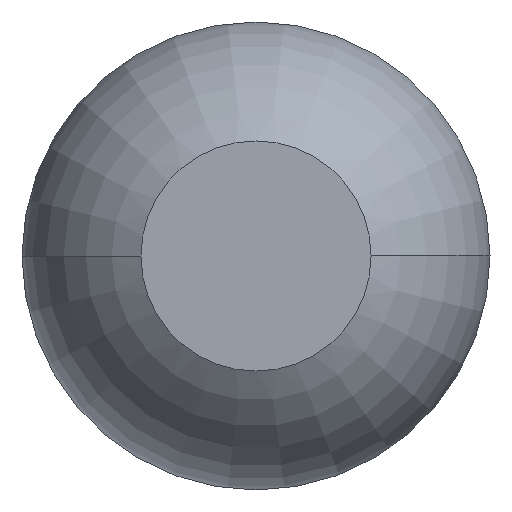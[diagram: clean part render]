
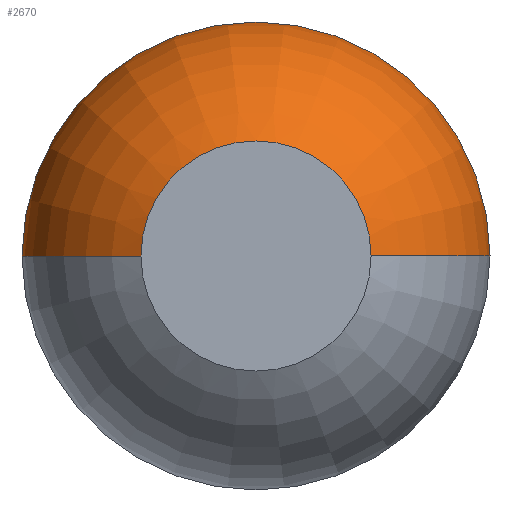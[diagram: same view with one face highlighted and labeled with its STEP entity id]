
A CAD part, front view. The second image highlights one B-rep face of the part: STEP entity #2670.
In plain terms, the highlighted toroidal (fillet/blend) face has major radius 0.005 mm and minor radius 0.3 mm.
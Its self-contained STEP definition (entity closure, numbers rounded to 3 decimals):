
#48 = CARTESIAN_POINT ( 'NONE',  ( 0., -28.737, 0. ) ) ;
#54 = VERTEX_POINT ( 'NONE', #436 ) ;
#66 = AXIS2_PLACEMENT_3D ( 'NONE', #1560, #517, #1571 ) ;
#111 = CIRCLE ( 'NONE', #66, 0.3 ) ;
#214 = CIRCLE ( 'NONE', #871, 0.3 ) ;
#246 = FACE_OUTER_BOUND ( 'NONE', #528, .T. ) ;
#354 = DIRECTION ( 'NONE',  ( 0., 0., -1. ) ) ;
#360 = AXIS2_PLACEMENT_3D ( 'NONE', #48, #1525, #1962 ) ;
#410 = CARTESIAN_POINT ( 'NONE',  ( 0.305, -28.737, 0. ) ) ;
#436 = CARTESIAN_POINT ( 'NONE',  ( 0.15, -29., 0. ) ) ;
#517 = DIRECTION ( 'NONE',  ( 0., 0., 1. ) ) ;
#528 = EDGE_LOOP ( 'NONE', ( #1605, #588, #1840, #1863 ) ) ;
#536 = VERTEX_POINT ( 'NONE', #410 ) ;
#566 = VERTEX_POINT ( 'NONE', #2544 ) ;
#588 = ORIENTED_EDGE ( 'NONE', *, *, #2254, .T. ) ;
#605 = TOROIDAL_SURFACE ( 'NONE', #360, 0.005, 0.3 ) ;
#630 = DIRECTION ( 'NONE',  ( -1., 0., 0. ) ) ;
#671 = EDGE_CURVE ( 'Defeature ausgef�hrt1_2+Defeature ausgef�hrt1_0+Defeature ausgef�hrt1_0+Defeature ausgef�hrt1_0', #768, #536, #2722, .T. ) ;
#768 = VERTEX_POINT ( 'NONE', #1983 ) ;
#871 = AXIS2_PLACEMENT_3D ( 'NONE', #993, #354, #2707 ) ;
#993 = CARTESIAN_POINT ( 'NONE',  ( -0.005, -28.737, 0. ) ) ;
#1004 = CARTESIAN_POINT ( 'NONE',  ( 0., -29., 0. ) ) ;
#1156 = AXIS2_PLACEMENT_3D ( 'NONE', #1004, #1440, #1634 ) ;
#1420 = EDGE_CURVE ( 'Defeature ausgef�hrt1_0+Defeature ausgef�hrt1_10+Defeature ausgef�hrt1_10+Defeature ausgef�hrt1_10', #566, #54, #1612, .T. ) ;
#1440 = DIRECTION ( 'NONE',  ( 0., 1., 0. ) ) ;
#1496 = EDGE_CURVE ( 'NONE', #566, #768, #214, .T. ) ;
#1525 = DIRECTION ( 'NONE',  ( 0., 1., 0. ) ) ;
#1560 = CARTESIAN_POINT ( 'NONE',  ( 0.005, -28.737, 0. ) ) ;
#1571 = DIRECTION ( 'NONE',  ( 1., 0., 0. ) ) ;
#1605 = ORIENTED_EDGE ( 'NONE', *, *, #1420, .T. ) ;
#1612 = CIRCLE ( 'NONE', #1156, 0.15 ) ;
#1619 = AXIS2_PLACEMENT_3D ( 'NONE', #1698, #2559, #630 ) ;
#1634 = DIRECTION ( 'NONE',  ( -1., 0., 0. ) ) ;
#1698 = CARTESIAN_POINT ( 'NONE',  ( 0., -28.737, 0. ) ) ;
#1840 = ORIENTED_EDGE ( 'NONE', *, *, #671, .F. ) ;
#1863 = ORIENTED_EDGE ( 'NONE', *, *, #1496, .F. ) ;
#1962 = DIRECTION ( 'NONE',  ( -1., 0., 0. ) ) ;
#1983 = CARTESIAN_POINT ( 'NONE',  ( -0.305, -28.737, 0. ) ) ;
#2254 = EDGE_CURVE ( 'NONE', #54, #536, #111, .T. ) ;
#2544 = CARTESIAN_POINT ( 'NONE',  ( -0.15, -29., 0. ) ) ;
#2559 = DIRECTION ( 'NONE',  ( 0., 1., 0. ) ) ;
#2670 = ADVANCED_FACE ( 'Defeature ausgef�hrt1_0', ( #246 ), #605, .T. ) ;
#2707 = DIRECTION ( 'NONE',  ( -1., 0., 0. ) ) ;
#2722 = CIRCLE ( 'NONE', #1619, 0.305 ) ;
